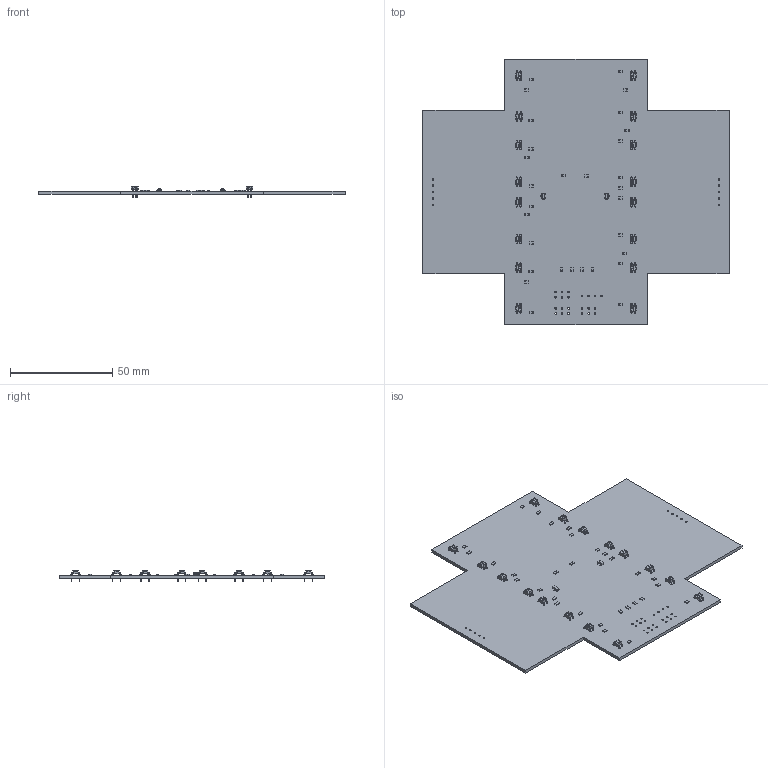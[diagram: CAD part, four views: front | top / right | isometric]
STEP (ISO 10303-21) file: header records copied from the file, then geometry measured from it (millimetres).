
FILE_DESCRIPTION(('KiCad electronic assembly'),'2;1');
FILE_NAME('agv-skladiscni-v1.step','2018-10-30T12:27:27',('An Author'),( 'A Company'),'Open CASCADE STEP processor 6.8', 'KiCad to STEP converter','Unknown');
FILE_SCHEMA(('AUTOMOTIVE_DESIGN_CC2 { 1 2 10303 214 -1 1 5 4 }'));
Length unit declared in the file: millimetre
Products named in the file (8): Open CASCADE STEP translator 6.8 1; SOT-23; SOLID; R_0805_2012Metric; Everlight_ITR8307F43; COMPOUND
Assembly tree (52 placements, depth 3):
  Open CASCADE STEP translator 6.8 1
    SOT-23  x2
      SOLID
    R_0805_2012Metric  x30
      SOLID
    Everlight_ITR8307F43  x16
      SOLID
    COMPOUND
Bounding box: 150 x 130 x 5 mm (x, y, z)
Volume: 24977.9 mm3; surface area: 33360.6 mm2
Topology: 49 solids, 49 shells, 2306 faces, 5652 edges, 3524 vertices
Faces by surface type: plane 1892, cylinder 360, bspline 54
Full cylindrical faces by diameter (mm): 0.7 x64, 0.8 x32
Entity records: 24349 total; most frequent: CARTESIAN_POINT 7703, DIRECTION 2737, LINE 1619, VECTOR 1619, ORIENTED_EDGE 1510, PCURVE 1510, DEFINITIONAL_REPRESENTATION 1510, EDGE_CURVE 755
